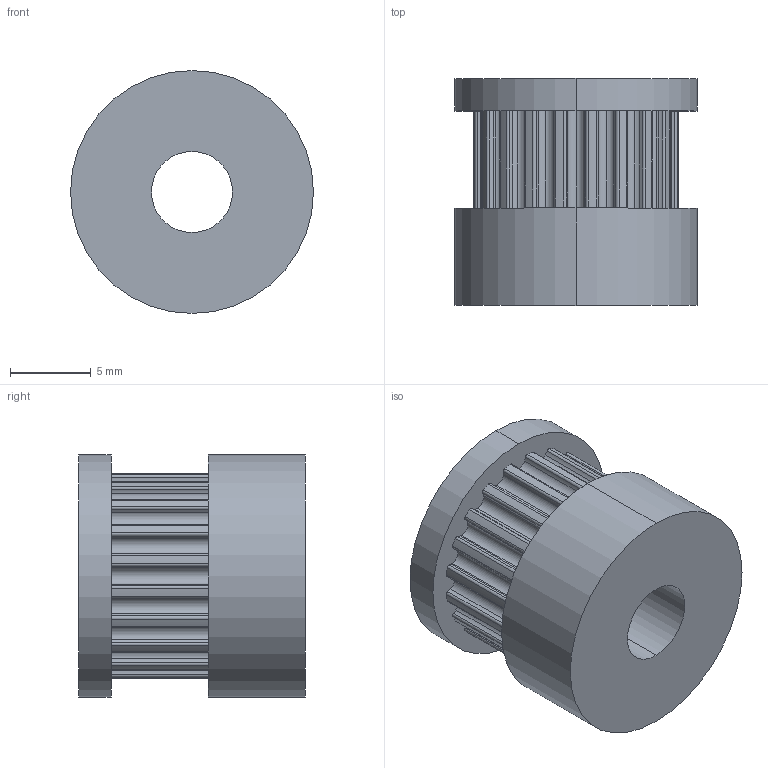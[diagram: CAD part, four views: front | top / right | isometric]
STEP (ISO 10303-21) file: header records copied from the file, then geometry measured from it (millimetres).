
FILE_DESCRIPTION (( 'STEP AP203' ), '1' );
FILE_NAME ('GT2 pulley.STEP', '2024-09-13T03:14:56', ( 'hp' ), ( 'HP' ), 'SwSTEP 2.0', 'SolidWorks 2024', '' );
FILE_SCHEMA (( 'CONFIG_CONTROL_DESIGN' ));
Length unit declared in the file: millimetre
Products named in the file (1): GT2 pulley
Bounding box: 15 x 14 x 15 mm (x, y, z)
Volume: 1816.6 mm3; surface area: 1370.5 mm2
Topology: 1 solids, 1 shells, 149 faces, 435 edges, 290 vertices
Faces by surface type: cylinder 145, plane 4
Entity records: 5198 total; most frequent: DIRECTION 1025, CARTESIAN_POINT 875, ORIENTED_EDGE 870, AXIS2_PLACEMENT_3D 440, EDGE_CURVE 435, CIRCLE 290, VERTEX_POINT 290, EDGE_LOOP 153
